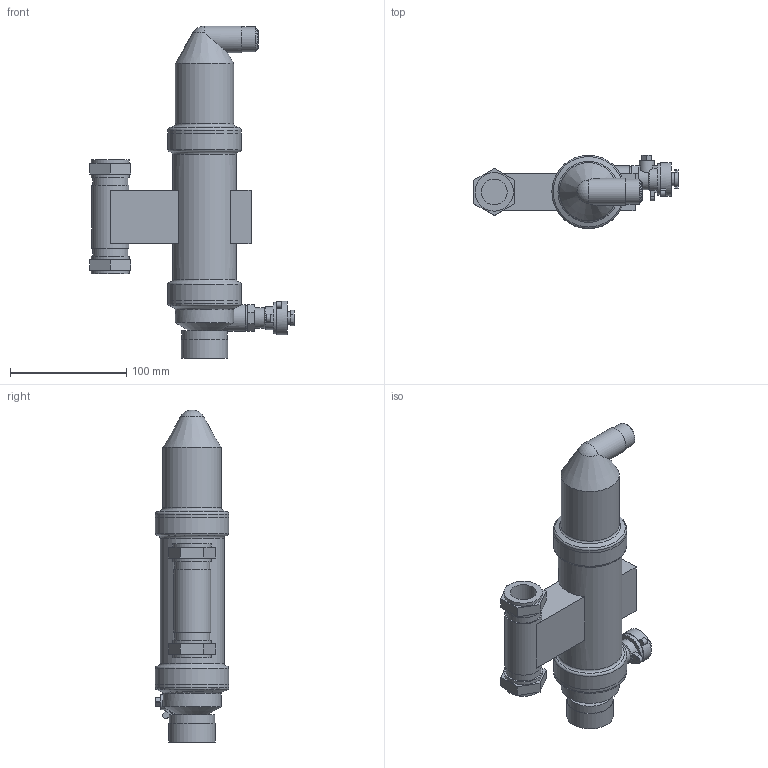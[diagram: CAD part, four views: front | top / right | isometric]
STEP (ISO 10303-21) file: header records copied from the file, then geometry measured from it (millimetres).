
FILE_DESCRIPTION(/* description */ (''),/* implementation_level */ '2;1');
FILE_NAME(/* name */ '3d_ExtwinTW22V-M-9257700.stp',/* time_stamp */ '2020-07-23T08:19:22+02:00',/* author */ ('Andrzej'),/* organization */ (''),/* preprocessor_version */ 'ST-DEVELOPER v16.13',/* originating_system */ 'AutoCAD Mechanical',/* authorisation */ '');
FILE_SCHEMA (('AUTOMOTIVE_DESIGN { 1 0 10303 214 3 1 1 }'));
Length unit declared in the file: millimetre
Products named in the file (1): Product
Bounding box: 175.5 x 63.1 x 285.3 mm (x, y, z)
Volume: 787503.7 mm3; surface area: 99097.3 mm2
Topology: 6 solids, 6 shells, 185 faces, 431 edges, 283 vertices
Faces by surface type: plane 114, cylinder 52, cone 10, torus 8, sphere 1
Full cylindrical faces by diameter (mm): 2 x1, 3 x1, 11 x1, 13 x1, 16.662 x1, 17 x1, 21.3 x2, 22.1 x2, 23 x2, 26 x1, 26.9 x1, 29 x1, 30.2 x2, 32 x1, 33 x4, 39 x1, 40 x1, 50 x1, 55 x1, 63 x4
Entity records: 5194 total; most frequent: CARTESIAN_POINT 1137, DIRECTION 854, ORIENTED_EDGE 732, EDGE_CURVE 366, AXIS2_PLACEMENT_3D 319, VERTEX_POINT 263, EDGE_LOOP 261, LINE 216
